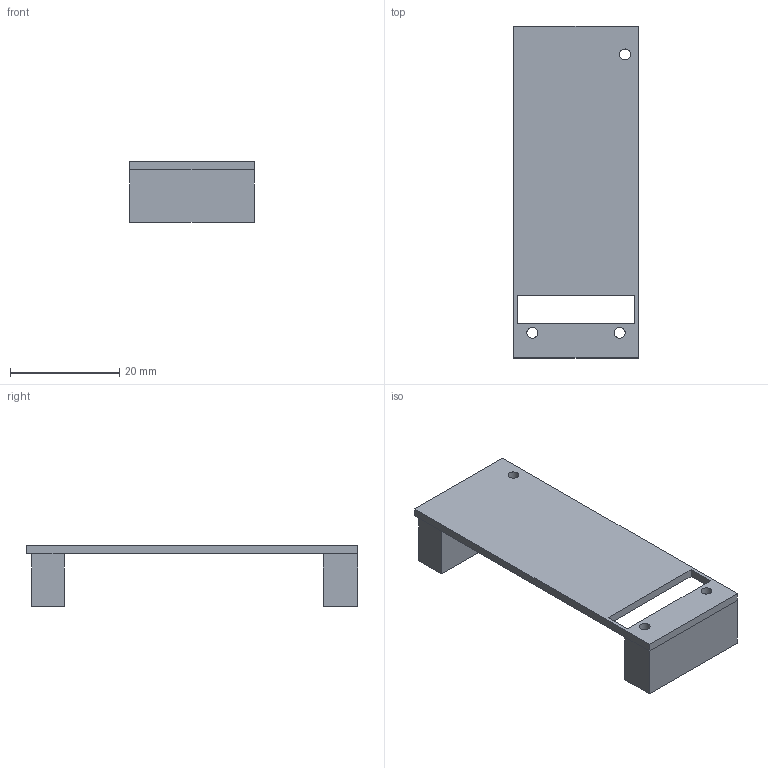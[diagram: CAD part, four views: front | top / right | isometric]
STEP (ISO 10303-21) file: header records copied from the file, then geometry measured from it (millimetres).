
FILE_DESCRIPTION(('FreeCAD Model'),'2;1');
FILE_NAME('Open CASCADE Shape Model','2023-07-30T18:56:16',('Author'),( ''),'Open CASCADE STEP processor 7.5','FreeCAD','Unknown');
FILE_SCHEMA(('AUTOMOTIVE_DESIGN { 1 0 10303 214 1 1 1 1 }'));
Length unit declared in the file: millimetre
Products named in the file (1): CaseMiddle
Bounding box: 22.8 x 60.8 x 11.1 mm (x, y, z)
Volume: 4512.5 mm3; surface area: 4196.7 mm2
Topology: 1 solids, 1 shells, 33 faces, 81 edges, 49 vertices
Faces by surface type: plane 27, cylinder 6
Full cylindrical faces by diameter (mm): 2 x6
Entity records: 2035 total; most frequent: CARTESIAN_POINT 326, DIRECTION 320, LINE 228, VECTOR 228, ORIENTED_EDGE 162, PCURVE 162, DEFINITIONAL_REPRESENTATION 162, EDGE_CURVE 81
